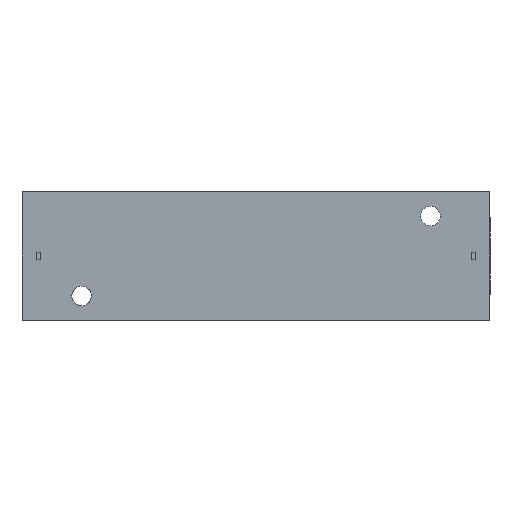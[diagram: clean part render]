
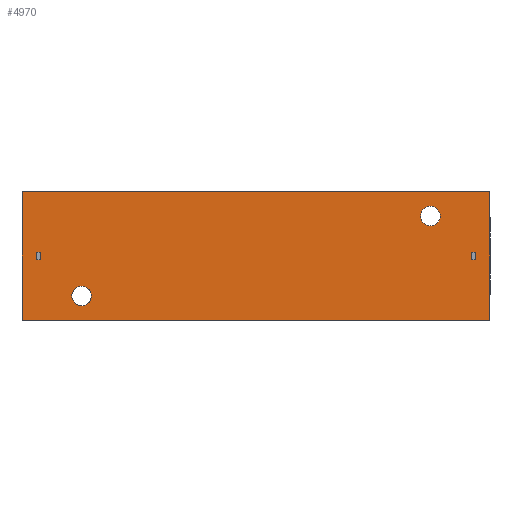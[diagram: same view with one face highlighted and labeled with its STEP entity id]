
A CAD part, front view. The second image highlights one B-rep face of the part: STEP entity #4970.
In plain terms, the highlighted planar face has unit normal (0, -1, 0).
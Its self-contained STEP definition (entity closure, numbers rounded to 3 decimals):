
#42 = CARTESIAN_POINT ( 'NONE',  ( 29.85, 0., -8.2 ) ) ;
#90 = ORIENTED_EDGE ( 'NONE', *, *, #6426, .T. ) ;
#106 = VERTEX_POINT ( 'NONE', #1553 ) ;
#177 = AXIS2_PLACEMENT_3D ( 'NONE', #1083, #6465, #2194 ) ;
#230 = EDGE_CURVE ( 'NONE', #1524, #4892, #1573, .T. ) ;
#428 = VECTOR ( 'NONE', #1890, 1000. ) ;
#486 = CARTESIAN_POINT ( 'NONE',  ( 0., 0., 8.2 ) ) ;
#494 = VERTEX_POINT ( 'NONE', #3190 ) ;
#502 = VERTEX_POINT ( 'NONE', #3893 ) ;
#568 = DIRECTION ( 'NONE',  ( 0., 0., 1. ) ) ;
#586 = LINE ( 'NONE', #6197, #683 ) ;
#601 = VERTEX_POINT ( 'NONE', #5608 ) ;
#664 = CARTESIAN_POINT ( 'NONE',  ( 22.25, 0., 6.35 ) ) ;
#683 = VECTOR ( 'NONE', #3187, 1000. ) ;
#734 = CARTESIAN_POINT ( 'NONE',  ( 28., 0., 0. ) ) ;
#770 = LINE ( 'NONE', #7070, #7704 ) ;
#805 = ORIENTED_EDGE ( 'NONE', *, *, #7234, .T. ) ;
#814 = FACE_BOUND ( 'NONE', #5778, .T. ) ;
#937 = EDGE_CURVE ( 'NONE', #1994, #5263, #3966, .T. ) ;
#958 = CIRCLE ( 'NONE', #177, 1.25 ) ;
#984 = DIRECTION ( 'NONE',  ( 0., 0., -1. ) ) ;
#1045 = ORIENTED_EDGE ( 'NONE', *, *, #230, .T. ) ;
#1055 = VECTOR ( 'NONE', #1058, 1000. ) ;
#1058 = DIRECTION ( 'NONE',  ( 0., 0., -1. ) ) ;
#1083 = CARTESIAN_POINT ( 'NONE',  ( -22.25, 0., -5.1 ) ) ;
#1150 = CARTESIAN_POINT ( 'NONE',  ( 22.25, 0., 5.1 ) ) ;
#1193 = FACE_BOUND ( 'NONE', #4430, .T. ) ;
#1199 = ORIENTED_EDGE ( 'NONE', *, *, #6030, .T. ) ;
#1267 = CARTESIAN_POINT ( 'NONE',  ( 28., 0., 0.45 ) ) ;
#1273 = EDGE_CURVE ( 'NONE', #4224, #1496, #3633, .T. ) ;
#1338 = EDGE_CURVE ( 'NONE', #1496, #7081, #586, .T. ) ;
#1407 = AXIS2_PLACEMENT_3D ( 'NONE', #5062, #4460, #2066 ) ;
#1463 = EDGE_CURVE ( 'NONE', #5431, #2960, #4476, .T. ) ;
#1489 = VERTEX_POINT ( 'NONE', #7144 ) ;
#1496 = VERTEX_POINT ( 'NONE', #4174 ) ;
#1514 = ORIENTED_EDGE ( 'NONE', *, *, #1273, .T. ) ;
#1524 = VERTEX_POINT ( 'NONE', #6946 ) ;
#1553 = CARTESIAN_POINT ( 'NONE',  ( 22.25, 0., 3.85 ) ) ;
#1573 = CIRCLE ( 'NONE', #4618, 1.25 ) ;
#1594 = DIRECTION ( 'NONE',  ( 1., 0., 0. ) ) ;
#1603 = DIRECTION ( 'NONE',  ( -1., 0., 0. ) ) ;
#1724 = CARTESIAN_POINT ( 'NONE',  ( -29.85, 0., -8.2 ) ) ;
#1801 = DIRECTION ( 'NONE',  ( 0., 0., 1. ) ) ;
#1805 = VECTOR ( 'NONE', #1801, 1000. ) ;
#1806 = EDGE_LOOP ( 'NONE', ( #6305, #90, #7467, #5683 ) ) ;
#1815 = EDGE_CURVE ( 'NONE', #502, #4224, #6482, .T. ) ;
#1839 = EDGE_CURVE ( 'NONE', #494, #1994, #770, .T. ) ;
#1890 = DIRECTION ( 'NONE',  ( 0., 0., -1. ) ) ;
#1994 = VERTEX_POINT ( 'NONE', #6631 ) ;
#2066 = DIRECTION ( 'NONE',  ( 0., 0., 1. ) ) ;
#2084 = EDGE_CURVE ( 'NONE', #4892, #1524, #958, .T. ) ;
#2129 = LINE ( 'NONE', #734, #428 ) ;
#2178 = EDGE_CURVE ( 'NONE', #7541, #2960, #2683, .T. ) ;
#2189 = EDGE_CURVE ( 'NONE', #601, #5431, #3730, .T. ) ;
#2194 = DIRECTION ( 'NONE',  ( 0., 0., 1. ) ) ;
#2212 = LINE ( 'NONE', #7027, #6898 ) ;
#2309 = LINE ( 'NONE', #6342, #6235 ) ;
#2360 = ORIENTED_EDGE ( 'NONE', *, *, #2189, .T. ) ;
#2389 = CARTESIAN_POINT ( 'NONE',  ( 27.5, 0., 0. ) ) ;
#2406 = DIRECTION ( 'NONE',  ( 0., 0., 1. ) ) ;
#2466 = CARTESIAN_POINT ( 'NONE',  ( -22.25, 0., -5.1 ) ) ;
#2512 = DIRECTION ( 'NONE',  ( 0., 0., 1. ) ) ;
#2563 = CARTESIAN_POINT ( 'NONE',  ( 22.25, 0., 5.1 ) ) ;
#2656 = PLANE ( 'NONE',  #1407 ) ;
#2683 = LINE ( 'NONE', #4000, #2961 ) ;
#2687 = DIRECTION ( 'NONE',  ( -1., 0., 0. ) ) ;
#2693 = ORIENTED_EDGE ( 'NONE', *, *, #5903, .T. ) ;
#2960 = VERTEX_POINT ( 'NONE', #42 ) ;
#2961 = VECTOR ( 'NONE', #6568, 1000. ) ;
#2987 = ORIENTED_EDGE ( 'NONE', *, *, #2178, .F. ) ;
#2988 = CARTESIAN_POINT ( 'NONE',  ( 0., 0., 0.45 ) ) ;
#3128 = CARTESIAN_POINT ( 'NONE',  ( 29.85, 0., 8.2 ) ) ;
#3187 = DIRECTION ( 'NONE',  ( 1., 0., 0. ) ) ;
#3190 = CARTESIAN_POINT ( 'NONE',  ( -28., 0., -0.45 ) ) ;
#3201 = ORIENTED_EDGE ( 'NONE', *, *, #1815, .T. ) ;
#3313 = EDGE_LOOP ( 'NONE', ( #7306, #2360, #7827, #2987 ) ) ;
#3320 = VECTOR ( 'NONE', #4867, 1000. ) ;
#3341 = VECTOR ( 'NONE', #5369, 1000. ) ;
#3388 = AXIS2_PLACEMENT_3D ( 'NONE', #1150, #3652, #568 ) ;
#3448 = CIRCLE ( 'NONE', #5910, 1.25 ) ;
#3477 = CARTESIAN_POINT ( 'NONE',  ( -29.85, 0., 0. ) ) ;
#3627 = EDGE_LOOP ( 'NONE', ( #5902, #1045 ) ) ;
#3633 = LINE ( 'NONE', #2389, #1805 ) ;
#3652 = DIRECTION ( 'NONE',  ( 0., 1., 0. ) ) ;
#3730 = LINE ( 'NONE', #3477, #1055 ) ;
#3859 = FACE_BOUND ( 'NONE', #3627, .T. ) ;
#3893 = CARTESIAN_POINT ( 'NONE',  ( 28., 0., -0.45 ) ) ;
#3966 = LINE ( 'NONE', #2988, #3320 ) ;
#4000 = CARTESIAN_POINT ( 'NONE',  ( 29.85, 0., 0. ) ) ;
#4174 = CARTESIAN_POINT ( 'NONE',  ( 27.5, 0., 0.45 ) ) ;
#4224 = VERTEX_POINT ( 'NONE', #7290 ) ;
#4378 = DIRECTION ( 'NONE',  ( 0., 1., 0. ) ) ;
#4430 = EDGE_LOOP ( 'NONE', ( #805, #2693 ) ) ;
#4460 = DIRECTION ( 'NONE',  ( 0., 1., 0. ) ) ;
#4476 = LINE ( 'NONE', #7193, #3341 ) ;
#4618 = AXIS2_PLACEMENT_3D ( 'NONE', #2466, #7267, #2406 ) ;
#4635 = CARTESIAN_POINT ( 'NONE',  ( 0., 0., -0.45 ) ) ;
#4860 = LINE ( 'NONE', #486, #7362 ) ;
#4867 = DIRECTION ( 'NONE',  ( 1., 0., 0. ) ) ;
#4892 = VERTEX_POINT ( 'NONE', #5011 ) ;
#4970 = ADVANCED_FACE ( 'NONE', ( #7477, #814, #1193, #3859, #5853 ), #2656, .F. ) ;
#5011 = CARTESIAN_POINT ( 'NONE',  ( -22.25, 0., -6.35 ) ) ;
#5062 = CARTESIAN_POINT ( 'NONE',  ( 0., 0., 0. ) ) ;
#5196 = VERTEX_POINT ( 'NONE', #664 ) ;
#5263 = VERTEX_POINT ( 'NONE', #5644 ) ;
#5369 = DIRECTION ( 'NONE',  ( 1., 0., 0. ) ) ;
#5381 = ORIENTED_EDGE ( 'NONE', *, *, #1338, .T. ) ;
#5419 = VECTOR ( 'NONE', #1603, 1000. ) ;
#5431 = VERTEX_POINT ( 'NONE', #1724 ) ;
#5608 = CARTESIAN_POINT ( 'NONE',  ( -29.85, 0., 8.2 ) ) ;
#5644 = CARTESIAN_POINT ( 'NONE',  ( -27.5, 0., 0.45 ) ) ;
#5683 = ORIENTED_EDGE ( 'NONE', *, *, #1839, .T. ) ;
#5778 = EDGE_LOOP ( 'NONE', ( #5381, #1199, #3201, #1514 ) ) ;
#5853 = FACE_OUTER_BOUND ( 'NONE', #3313, .T. ) ;
#5902 = ORIENTED_EDGE ( 'NONE', *, *, #2084, .T. ) ;
#5903 = EDGE_CURVE ( 'NONE', #5196, #106, #6522, .T. ) ;
#5910 = AXIS2_PLACEMENT_3D ( 'NONE', #2563, #4378, #2512 ) ;
#6030 = EDGE_CURVE ( 'NONE', #7081, #502, #2129, .T. ) ;
#6197 = CARTESIAN_POINT ( 'NONE',  ( 0., 0., 0.45 ) ) ;
#6235 = VECTOR ( 'NONE', #2687, 1000. ) ;
#6305 = ORIENTED_EDGE ( 'NONE', *, *, #937, .T. ) ;
#6342 = CARTESIAN_POINT ( 'NONE',  ( 0., 0., -0.45 ) ) ;
#6426 = EDGE_CURVE ( 'NONE', #5263, #1489, #2212, .T. ) ;
#6465 = DIRECTION ( 'NONE',  ( 0., 1., 0. ) ) ;
#6482 = LINE ( 'NONE', #4635, #5419 ) ;
#6522 = CIRCLE ( 'NONE', #3388, 1.25 ) ;
#6568 = DIRECTION ( 'NONE',  ( 0., 0., -1. ) ) ;
#6631 = CARTESIAN_POINT ( 'NONE',  ( -28., 0., 0.45 ) ) ;
#6834 = EDGE_CURVE ( 'NONE', #1489, #494, #2309, .T. ) ;
#6898 = VECTOR ( 'NONE', #984, 1000. ) ;
#6946 = CARTESIAN_POINT ( 'NONE',  ( -22.25, 0., -3.85 ) ) ;
#7027 = CARTESIAN_POINT ( 'NONE',  ( -27.5, 0., 0. ) ) ;
#7070 = CARTESIAN_POINT ( 'NONE',  ( -28., 0., 0. ) ) ;
#7081 = VERTEX_POINT ( 'NONE', #1267 ) ;
#7144 = CARTESIAN_POINT ( 'NONE',  ( -27.5, 0., -0.45 ) ) ;
#7181 = DIRECTION ( 'NONE',  ( 0., 0., 1. ) ) ;
#7193 = CARTESIAN_POINT ( 'NONE',  ( 0., 0., -8.2 ) ) ;
#7234 = EDGE_CURVE ( 'NONE', #106, #5196, #3448, .T. ) ;
#7267 = DIRECTION ( 'NONE',  ( 0., 1., 0. ) ) ;
#7290 = CARTESIAN_POINT ( 'NONE',  ( 27.5, 0., -0.45 ) ) ;
#7306 = ORIENTED_EDGE ( 'NONE', *, *, #7702, .F. ) ;
#7362 = VECTOR ( 'NONE', #1594, 1000. ) ;
#7467 = ORIENTED_EDGE ( 'NONE', *, *, #6834, .T. ) ;
#7477 = FACE_BOUND ( 'NONE', #1806, .T. ) ;
#7541 = VERTEX_POINT ( 'NONE', #3128 ) ;
#7702 = EDGE_CURVE ( 'NONE', #601, #7541, #4860, .T. ) ;
#7704 = VECTOR ( 'NONE', #7181, 1000. ) ;
#7827 = ORIENTED_EDGE ( 'NONE', *, *, #1463, .T. ) ;
